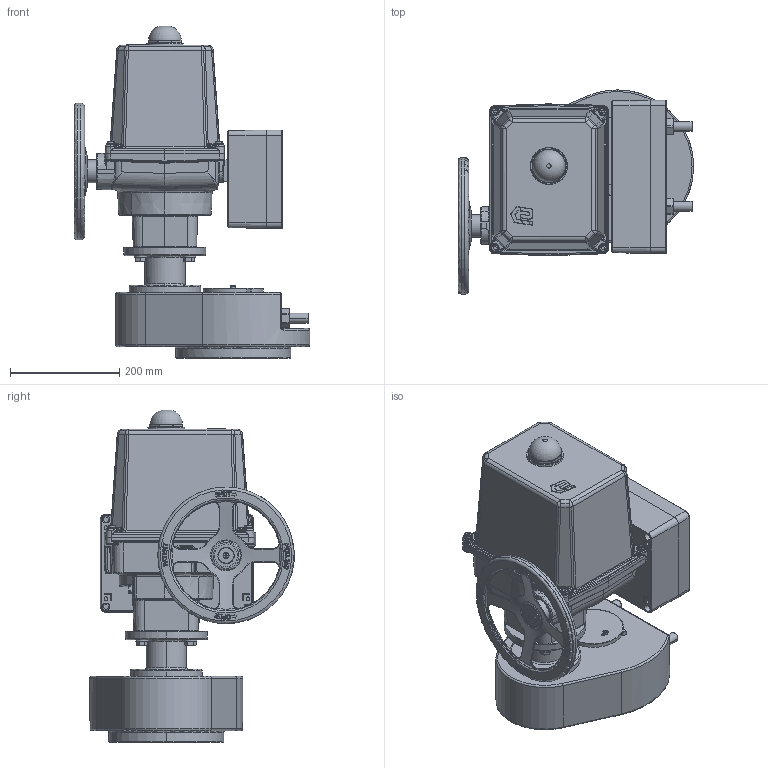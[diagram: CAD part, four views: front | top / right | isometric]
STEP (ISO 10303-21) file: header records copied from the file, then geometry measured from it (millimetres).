
FILE_DESCRIPTION(('HOOPS Exchange Step'),'2;1');
FILE_NAME('AN0301_3003.stp','2025-06-27T15:02:57+02:00',('nieru'),('Unknown organisation'),'HOOPS Exchange 2024.2','HOOPS Exchange','Unknown authorisation');
FILE_SCHEMA( ('AP203_CONFIGURATION_CONTROLLED_3D_DESIGN_OF_MECHANICAL_PARTS_AND_ASSEMBLIES_MIM_LF') );
Length unit declared in the file: millimetre
Products named in the file (7): 0; root
Assembly tree (6 placements, depth 3):
  root
    0
      0
      0
      0
      0
      0
Bounding box: 430.8 x 374.18 x 607.7 mm (x, y, z)
Volume: 27002150.7 mm3; surface area: 1451509.9 mm2
Topology: 42 solids, 43 shells, 3800 faces, 9348 edges, 5655 vertices
Faces by surface type: cylinder 1375, plane 822, bspline 632, torus 612, cone 278, sphere 81
Full cylindrical faces by diameter (mm): 3.1 x1, 3.219 x1, 6 x1, 9.191 x1, 10.106 x4, 10.5 x1, 11 x2, 15.875 x1, 16 x1, 20 x3, 24 x2, 30 x1, 42 x4, 55 x2, 58.632 x1, 59.415 x1, 60.2 x1, 74.53 x1, 85 x1, 230 x1, 246 x1, 250 x1
Entity records: 257250 total; most frequent: CARTESIAN_POINT 173572, ORIENTED_EDGE 18494, DIRECTION 15631, EDGE_CURVE 9247, AXIS2_PLACEMENT_3D 6280, VERTEX_POINT 5657, EDGE_LOOP 3976, FACE_BOUND 3976
